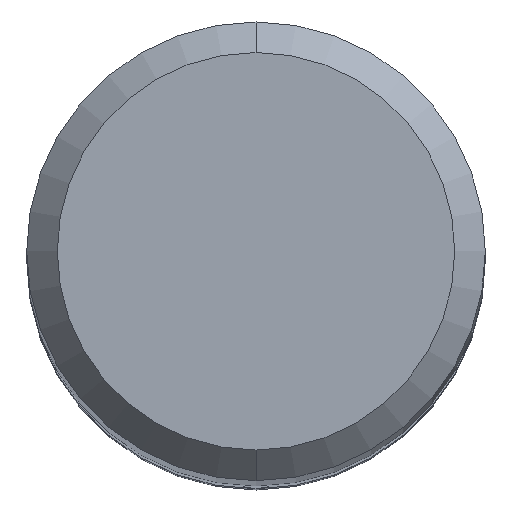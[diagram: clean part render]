
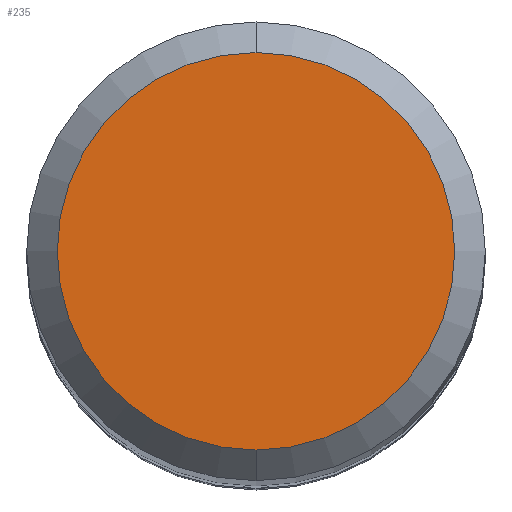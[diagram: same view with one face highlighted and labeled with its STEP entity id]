
A CAD part, top view. The second image highlights one B-rep face of the part: STEP entity #235.
In plain terms, the highlighted planar face has unit normal (0, 0, 1).
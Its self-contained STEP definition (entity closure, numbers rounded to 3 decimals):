
#181=EDGE_CURVE('',#401,#455,#496,.T.);
#235=ADVANCED_FACE('',(#563),#564,.T.);
#283=EDGE_CURVE('',#455,#401,#616,.T.);
#401=VERTEX_POINT('',#742);
#455=VERTEX_POINT('',#802);
#496=CIRCLE('',#837,2.6);
#563=FACE_OUTER_BOUND('',#964,.T.);
#564=PLANE('',#965);
#616=CIRCLE('',#1065,2.6);
#742=CARTESIAN_POINT('',(0.0,2.6,0.0));
#802=CARTESIAN_POINT('',(0.,-2.6,0.0));
#837=AXIS2_PLACEMENT_3D('',#1480,#1481,#1482);
#964=EDGE_LOOP('',(#1597,#1598));
#965=AXIS2_PLACEMENT_3D('',#1599,#1600,#1601);
#1065=AXIS2_PLACEMENT_3D('',#1654,#1655,#1656);
#1480=CARTESIAN_POINT('',(0.0,0.0,0.0));
#1481=DIRECTION('',(0.0,0.0,-1.0));
#1482=DIRECTION('',(0.0,1.0,0.0));
#1597=ORIENTED_EDGE('',*,*,#181,.F.);
#1598=ORIENTED_EDGE('',*,*,#283,.F.);
#1599=CARTESIAN_POINT('',(0.0,1.3,0.0));
#1600=DIRECTION('',(-0.0,0.0,1.0));
#1601=DIRECTION('',(0.0,-1.0,0.0));
#1654=CARTESIAN_POINT('',(0.0,0.0,0.0));
#1655=DIRECTION('',(0.0,0.0,-1.0));
#1656=DIRECTION('',(0.0,1.0,0.0));
